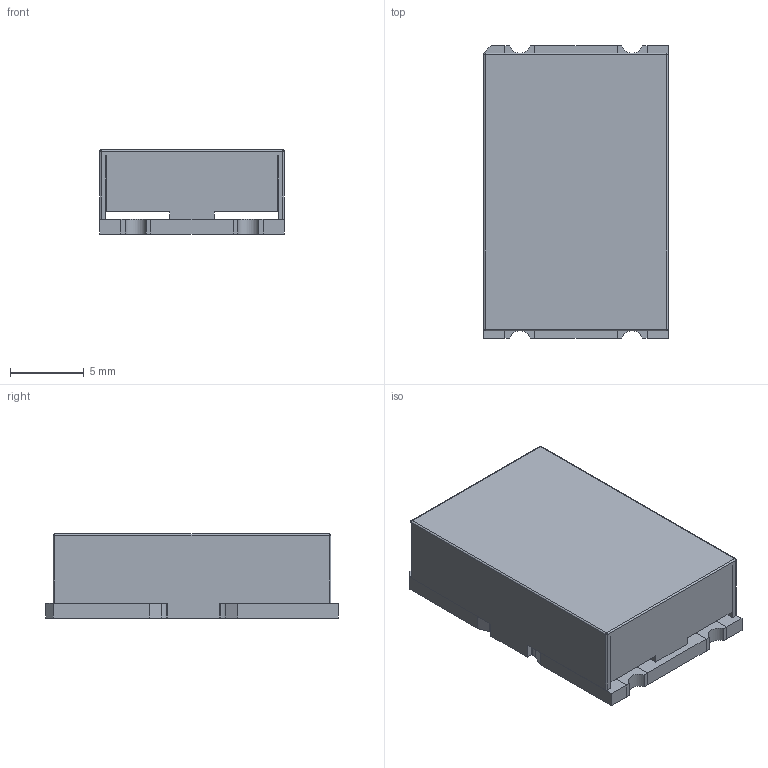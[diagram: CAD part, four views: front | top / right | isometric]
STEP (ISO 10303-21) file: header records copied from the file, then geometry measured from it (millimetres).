
FILE_DESCRIPTION(/* description */ (''),/* implementation_level */ '2;1');
FILE_NAME(/* name */ 'OSC_IQD_IQXT-100.stp',/* time_stamp */ '2017-05-15T10:07:30+02:00',/* author */ ('jchouvet'),/* organization */ (''),/* preprocessor_version */ 'ST-DEVELOPER v16.1',/* originating_system */ 'AutoCAD Mechanical',/* authorisation */ '');
FILE_SCHEMA (('AUTOMOTIVE_DESIGN { 1 0 10303 214 3 1 1 }'));
Length unit declared in the file: millimetre
Products named in the file (1): Product
Bounding box: 12.5 x 19.8 x 5.7 mm (x, y, z)
Volume: 439.4 mm3; surface area: 1636.1 mm2
Topology: 6 solids, 6 shells, 117 faces, 299 edges, 194 vertices
Faces by surface type: plane 97, cylinder 16, sphere 4
Entity records: 3518 total; most frequent: CARTESIAN_POINT 611, ORIENTED_EDGE 598, DIRECTION 567, EDGE_CURVE 299, LINE 267, VECTOR 267, VERTEX_POINT 194, AXIS2_PLACEMENT_3D 150
